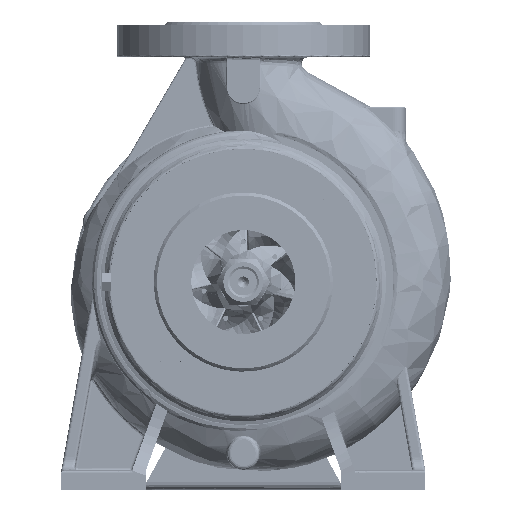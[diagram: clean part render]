
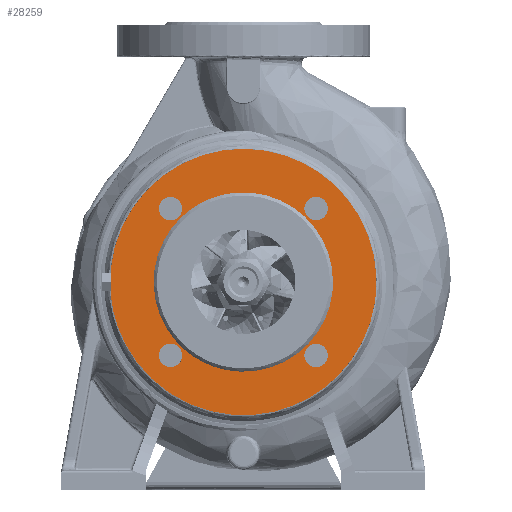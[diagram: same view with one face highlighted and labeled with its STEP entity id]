
A CAD part, front view. The second image highlights one B-rep face of the part: STEP entity #28259.
In plain terms, the highlighted free-form (B-spline) face has degree [1, 1] with [2, 2] control points.
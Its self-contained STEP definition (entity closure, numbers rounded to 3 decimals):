
#27980 = VERTEX_POINT('',#27981);
#27981 = CARTESIAN_POINT('',(-150.129,-144.978,
    -48.736));
#27986 = EDGE_CURVE('',#27987,#27980,#27989,.T.);
#27987 = VERTEX_POINT('',#27988);
#27988 = CARTESIAN_POINT('',(-150.129,-144.978,
    -18.969));
#27989 = B_SPLINE_CURVE_WITH_KNOTS('',1,(#27990,#27991),.UNSPECIFIED.,
  .F.,.F.,(2,2),(-2.504,17.72),
  .PIECEWISE_BEZIER_KNOTS.);
#27990 = CARTESIAN_POINT('',(-150.129,-144.978,
    -18.969));
#27991 = CARTESIAN_POINT('',(-150.129,-144.978,
    -48.736));
#28012 = VERTEX_POINT('',#28013);
#28013 = CARTESIAN_POINT('',(-95.67,-144.978,
    -117.012));
#28020 = EDGE_CURVE('',#28012,#28012,#28021,.T.);
#28021 = ( BOUNDED_CURVE() B_SPLINE_CURVE(2,(#28022,#28023,#28024,#28025
    ,#28026,#28027,#28028),.UNSPECIFIED.,.T.,.F.) 
B_SPLINE_CURVE_WITH_KNOTS((3,2,2,3),(3.142,5.236,
7.33,9.425),.PIECEWISE_BEZIER_KNOTS.) CURVE() 
GEOMETRIC_REPRESENTATION_ITEM() RATIONAL_B_SPLINE_CURVE((1.,0.5,1.,0.5,
1.,0.5,1.)) REPRESENTATION_ITEM('') );
#28022 = CARTESIAN_POINT('',(-95.67,-144.978,
    -117.012));
#28023 = CARTESIAN_POINT('',(-95.67,-144.978,
    -94.068));
#28024 = CARTESIAN_POINT('',(-75.8,-144.978,
    -105.54));
#28025 = CARTESIAN_POINT('',(-55.93,-144.978,
    -117.012));
#28026 = CARTESIAN_POINT('',(-75.8,-144.978,
    -128.484));
#28027 = CARTESIAN_POINT('',(-95.67,-144.978,
    -139.956));
#28028 = CARTESIAN_POINT('',(-95.67,-144.978,
    -117.012));
#28053 = VERTEX_POINT('',#28054);
#28054 = CARTESIAN_POINT('',(69.177,-144.978,
    49.307));
#28061 = EDGE_CURVE('',#28053,#28053,#28062,.T.);
#28062 = ( BOUNDED_CURVE() B_SPLINE_CURVE(2,(#28063,#28064,#28065,#28066
    ,#28067,#28068,#28069),.UNSPECIFIED.,.T.,.F.) 
B_SPLINE_CURVE_WITH_KNOTS((3,2,2,3),(3.142,5.236,
7.33,9.425),.PIECEWISE_BEZIER_KNOTS.) CURVE() 
GEOMETRIC_REPRESENTATION_ITEM() RATIONAL_B_SPLINE_CURVE((1.,0.5,1.,0.5,
1.,0.5,1.)) REPRESENTATION_ITEM('') );
#28063 = CARTESIAN_POINT('',(69.177,-144.978,
    49.307));
#28064 = CARTESIAN_POINT('',(69.177,-144.978,
    72.251));
#28065 = CARTESIAN_POINT('',(89.047,-144.978,
    60.779));
#28066 = CARTESIAN_POINT('',(108.917,-144.978,
    49.307));
#28067 = CARTESIAN_POINT('',(89.047,-144.978,
    37.835));
#28068 = CARTESIAN_POINT('',(69.177,-144.978,
    26.363));
#28069 = CARTESIAN_POINT('',(69.177,-144.978,
    49.307));
#28094 = VERTEX_POINT('',#28095);
#28095 = CARTESIAN_POINT('',(69.177,-144.978,
    -117.012));
#28102 = EDGE_CURVE('',#28094,#28094,#28103,.T.);
#28103 = ( BOUNDED_CURVE() B_SPLINE_CURVE(2,(#28104,#28105,#28106,#28107
    ,#28108,#28109,#28110),.UNSPECIFIED.,.T.,.F.) 
B_SPLINE_CURVE_WITH_KNOTS((3,2,2,3),(3.142,5.236,
7.33,9.425),.PIECEWISE_BEZIER_KNOTS.) CURVE() 
GEOMETRIC_REPRESENTATION_ITEM() RATIONAL_B_SPLINE_CURVE((1.,0.5,1.,0.5,
1.,0.5,1.)) REPRESENTATION_ITEM('') );
#28104 = CARTESIAN_POINT('',(69.177,-144.978,
    -117.012));
#28105 = CARTESIAN_POINT('',(69.177,-144.978,
    -94.068));
#28106 = CARTESIAN_POINT('',(89.047,-144.978,
    -105.54));
#28107 = CARTESIAN_POINT('',(108.917,-144.978,
    -117.012));
#28108 = CARTESIAN_POINT('',(89.047,-144.978,
    -128.484));
#28109 = CARTESIAN_POINT('',(69.177,-144.978,
    -139.956));
#28110 = CARTESIAN_POINT('',(69.177,-144.978,
    -117.012));
#28135 = VERTEX_POINT('',#28136);
#28136 = CARTESIAN_POINT('',(-95.67,-144.978,
    49.307));
#28143 = EDGE_CURVE('',#28135,#28135,#28144,.T.);
#28144 = ( BOUNDED_CURVE() B_SPLINE_CURVE(2,(#28145,#28146,#28147,#28148
    ,#28149,#28150,#28151),.UNSPECIFIED.,.T.,.F.) 
B_SPLINE_CURVE_WITH_KNOTS((3,2,2,3),(3.142,5.236,
7.33,9.425),.PIECEWISE_BEZIER_KNOTS.) CURVE() 
GEOMETRIC_REPRESENTATION_ITEM() RATIONAL_B_SPLINE_CURVE((1.,0.5,1.,0.5,
1.,0.5,1.)) REPRESENTATION_ITEM('') );
#28145 = CARTESIAN_POINT('',(-95.67,-144.978,
    49.307));
#28146 = CARTESIAN_POINT('',(-95.67,-144.978,
    72.251));
#28147 = CARTESIAN_POINT('',(-75.8,-144.978,
    60.779));
#28148 = CARTESIAN_POINT('',(-55.93,-144.978,
    49.307));
#28149 = CARTESIAN_POINT('',(-75.8,-144.978,
    37.835));
#28150 = CARTESIAN_POINT('',(-95.67,-144.978,
    26.363));
#28151 = CARTESIAN_POINT('',(-95.67,-144.978,
    49.307));
#28212 = VERTEX_POINT('',#28213);
#28213 = CARTESIAN_POINT('',(101.558,-144.978,
    -33.853));
#28218 = EDGE_CURVE('',#28212,#28212,#28219,.T.);
#28219 = ( BOUNDED_CURVE() B_SPLINE_CURVE(2,(#28220,#28221,#28222,#28223
    ,#28224,#28225,#28226),.UNSPECIFIED.,.T.,.F.) 
B_SPLINE_CURVE_WITH_KNOTS((3,2,2,3),(3.142,5.236,
7.33,9.425),.PIECEWISE_BEZIER_KNOTS.) CURVE() 
GEOMETRIC_REPRESENTATION_ITEM() RATIONAL_B_SPLINE_CURVE((1.,0.5,1.,0.5,
1.,0.5,1.)) REPRESENTATION_ITEM('') );
#28220 = CARTESIAN_POINT('',(101.558,-144.978,
    -33.853));
#28221 = CARTESIAN_POINT('',(101.558,-144.978,
    142.051));
#28222 = CARTESIAN_POINT('',(-50.779,-144.978,
    54.099));
#28223 = CARTESIAN_POINT('',(-203.116,-144.978,
    -33.853));
#28224 = CARTESIAN_POINT('',(-50.779,-144.978,
    -121.804));
#28225 = CARTESIAN_POINT('',(101.558,-144.978,
    -209.756));
#28226 = CARTESIAN_POINT('',(101.558,-144.978,
    -33.853));
#28259 = ADVANCED_FACE('',(#28260,#28273,#28276,#28279,#28282,#28285),
  #28288,.F.);
#28260 = FACE_BOUND('',#28261,.T.);
#28261 = EDGE_LOOP('',(#28262,#28263));
#28262 = ORIENTED_EDGE('',*,*,#27986,.T.);
#28263 = ORIENTED_EDGE('',*,*,#28264,.F.);
#28264 = EDGE_CURVE('',#27987,#27980,#28265,.T.);
#28265 = ( BOUNDED_CURVE() B_SPLINE_CURVE(2,(#28266,#28267,#28268,#28269
    ,#28270,#28271,#28272),.UNSPECIFIED.,.F.,.F.) 
B_SPLINE_CURVE_WITH_KNOTS((3,2,2,3),(0.099,2.127,
4.156,6.184),.PIECEWISE_BEZIER_KNOTS.) CURVE() 
GEOMETRIC_REPRESENTATION_ITEM() RATIONAL_B_SPLINE_CURVE((1.,
    0.528,1.,0.528,1.,0.528,1.)) 
REPRESENTATION_ITEM('') );
#28266 = CARTESIAN_POINT('',(-150.129,-144.978,
    -18.969));
#28267 = CARTESIAN_POINT('',(-126.206,-144.978,
    222.343));
#28268 = CARTESIAN_POINT('',(79.694,-144.978,
    94.245));
#28269 = CARTESIAN_POINT('',(285.595,-144.978,
    -33.853));
#28270 = CARTESIAN_POINT('',(79.694,-144.978,
    -161.951));
#28271 = CARTESIAN_POINT('',(-126.206,-144.978,
    -290.048));
#28272 = CARTESIAN_POINT('',(-150.129,-144.978,
    -48.736));
#28273 = FACE_BOUND('',#28274,.T.);
#28274 = EDGE_LOOP('',(#28275));
#28275 = ORIENTED_EDGE('',*,*,#28020,.T.);
#28276 = FACE_BOUND('',#28277,.T.);
#28277 = EDGE_LOOP('',(#28278));
#28278 = ORIENTED_EDGE('',*,*,#28061,.T.);
#28279 = FACE_BOUND('',#28280,.T.);
#28280 = EDGE_LOOP('',(#28281));
#28281 = ORIENTED_EDGE('',*,*,#28102,.T.);
#28282 = FACE_BOUND('',#28283,.T.);
#28283 = EDGE_LOOP('',(#28284));
#28284 = ORIENTED_EDGE('',*,*,#28143,.T.);
#28285 = FACE_BOUND('',#28286,.T.);
#28286 = EDGE_LOOP('',(#28287));
#28287 = ORIENTED_EDGE('',*,*,#28218,.F.);
#28288 = B_SPLINE_SURFACE_WITH_KNOTS('',1,1,(
    (#28289,#28290)
    ,(#28291,#28292
    )),.UNSPECIFIED.,.F.,.F.,.F.,(2,2),(2,2),(-102.5,102.5),(-102.,102.5
    ),.PIECEWISE_BEZIER_KNOTS.);
#28289 = CARTESIAN_POINT('',(-150.129,-144.978,
    -184.718));
#28290 = CARTESIAN_POINT('',(150.865,-144.978,
    -184.718));
#28291 = CARTESIAN_POINT('',(-150.129,-144.978,
    117.012));
#28292 = CARTESIAN_POINT('',(150.865,-144.978,
    117.012));
